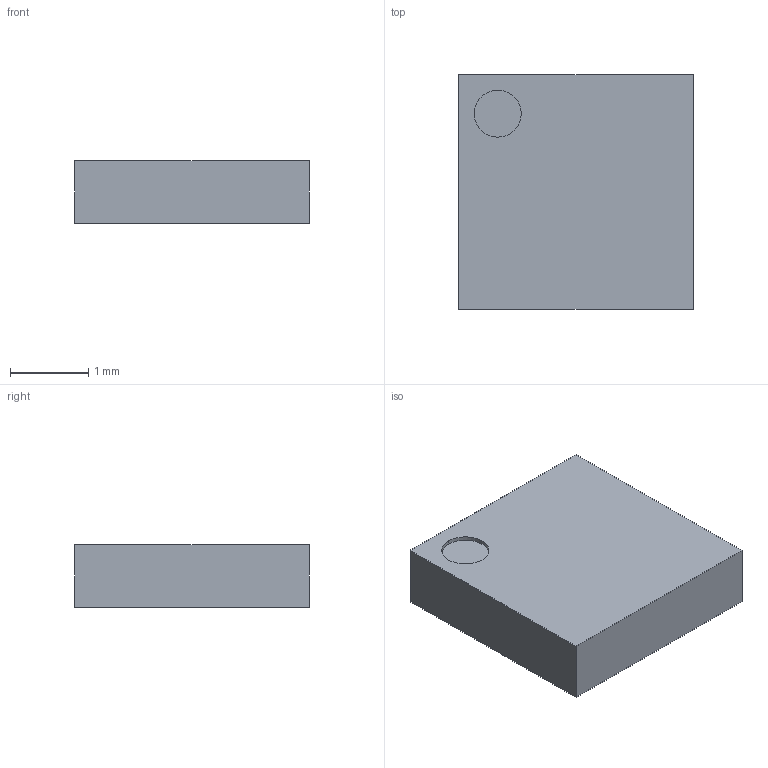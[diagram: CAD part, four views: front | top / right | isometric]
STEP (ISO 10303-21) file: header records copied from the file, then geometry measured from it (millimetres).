
FILE_DESCRIPTION((''),'2;1');
FILE_NAME('PSON50P300X300X80-9N-R130X210.stp','2011-06-16T16:55:04',(''),(''),'Mechanical Desktop 2011','Mechanical Desktop 2011',', , ');
FILE_SCHEMA(('AUTOMOTIVE_DESIGN { 1 2 10303 214 1 1 1 1 }'));
Length unit declared in the file: millimetre
Products named in the file (1): Product
Bounding box: 3 x 3 x 0.8 mm (x, y, z)
Volume: 7.2 mm3; surface area: 45.3 mm2
Topology: 11 solids, 11 shells, 112 faces, 240 edges, 160 vertices
Faces by surface type: plane 108, cylinder 4
Entity records: 3021 total; most frequent: CARTESIAN_POINT 513, ORIENTED_EDGE 480, DIRECTION 474, EDGE_CURVE 240, VECTOR 232, LINE 232, VERTEX_POINT 160, EDGE_LOOP 122
